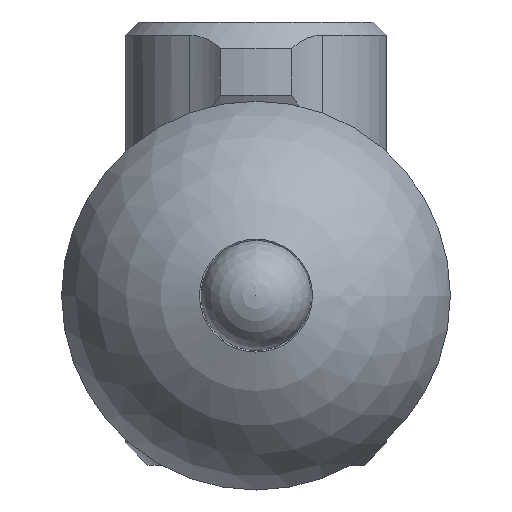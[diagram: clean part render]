
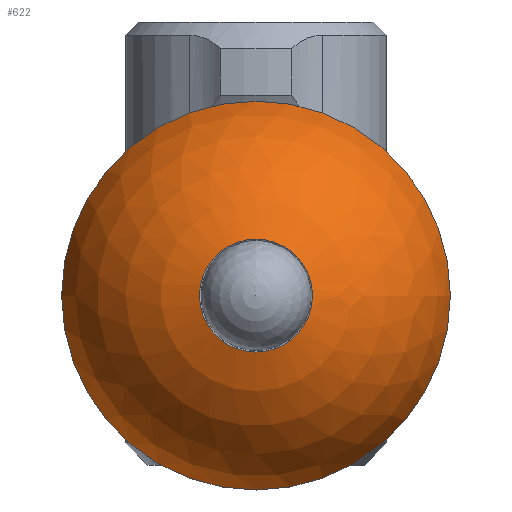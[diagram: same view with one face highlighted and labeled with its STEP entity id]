
A CAD part, left-side view. The second image highlights one B-rep face of the part: STEP entity #622.
In plain terms, the highlighted spherical face has radius 9 mm.
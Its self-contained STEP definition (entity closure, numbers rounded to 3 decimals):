
#36=SPHERICAL_SURFACE('',#697,9.);
#96=FACE_BOUND('',#259,.T.);
#197=FACE_OUTER_BOUND('',#258,.T.);
#258=EDGE_LOOP('',(#572));
#259=EDGE_LOOP('',(#573));
#285=CIRCLE('',#688,8.775);
#288=CIRCLE('',#696,2.55);
#358=VERTEX_POINT('',#1267);
#361=VERTEX_POINT('',#1278);
#430=EDGE_CURVE('',#358,#358,#285,.T.);
#433=EDGE_CURVE('',#361,#361,#288,.T.);
#572=ORIENTED_EDGE('',*,*,#433,.T.);
#573=ORIENTED_EDGE('',*,*,#430,.T.);
#622=ADVANCED_FACE('',(#197,#96),#36,.T.);
#688=AXIS2_PLACEMENT_3D('',#1268,#846,#847);
#696=AXIS2_PLACEMENT_3D('',#1279,#862,#863);
#697=AXIS2_PLACEMENT_3D('',#1280,#864,#865);
#846=DIRECTION('center_axis',(0.,0.,-1.));
#847=DIRECTION('ref_axis',(0.,1.,0.));
#862=DIRECTION('center_axis',(0.,0.,1.));
#863=DIRECTION('ref_axis',(-1.,0.,0.));
#864=DIRECTION('center_axis',(0.,0.,1.));
#865=DIRECTION('ref_axis',(1.,0.,0.));
#1267=CARTESIAN_POINT('',(0.,-8.775,-10.934));
#1268=CARTESIAN_POINT('Origin',(0.,0.,-10.934));
#1278=CARTESIAN_POINT('',(2.55,0.,-17.566));
#1279=CARTESIAN_POINT('Origin',(0.,0.,-17.566));
#1280=CARTESIAN_POINT('Origin',(0.,0.,-8.934));
